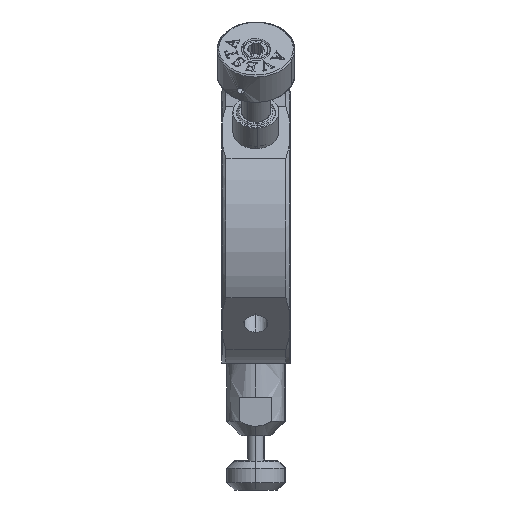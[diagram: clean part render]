
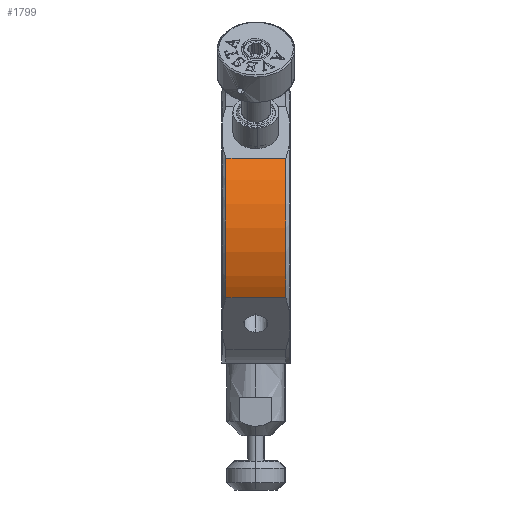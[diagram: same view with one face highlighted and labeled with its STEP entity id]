
A CAD part, left-side view. The second image highlights one B-rep face of the part: STEP entity #1799.
In plain terms, the highlighted free-form (B-spline) face has degree [2, 1] with [9, 2] control points.
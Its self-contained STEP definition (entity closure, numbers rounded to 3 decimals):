
#1799=ADVANCED_FACE('',(#3533),#28681,.T.);
#3533=FACE_OUTER_BOUND('',#5396,.T.);
#5396=EDGE_LOOP('',(#11897,#11898,#11899,#11900));
#11897=ORIENTED_EDGE('',*,*,#18067,.F.);
#11898=ORIENTED_EDGE('',*,*,#18068,.T.);
#11899=ORIENTED_EDGE('',*,*,#18075,.T.);
#11900=ORIENTED_EDGE('',*,*,#18069,.F.);
#18067=EDGE_CURVE('',#26129,#26113,#23571,.T.);
#18068=EDGE_CURVE('',#26129,#26130,#23572,.T.);
#18069=EDGE_CURVE('',#26113,#26114,#23573,.T.);
#18075=EDGE_CURVE('',#26130,#26114,#23579,.T.);
#23571=(
BOUNDED_CURVE()
B_SPLINE_CURVE(2,(#49066,#49067,#49068,#49069,#49070),.UNSPECIFIED.,.F.,
 .F.)
B_SPLINE_CURVE_WITH_KNOTS((3,2,3),(0.,15.139,30.277),
 .UNSPECIFIED.)
CURVE()
GEOMETRIC_REPRESENTATION_ITEM()
RATIONAL_B_SPLINE_CURVE((1.,0.966,1.,0.966,1.))
REPRESENTATION_ITEM('')
);
#23572=(
BOUNDED_CURVE()
B_SPLINE_CURVE(1,(#49071,#49072),.UNSPECIFIED.,.F.,.F.)
B_SPLINE_CURVE_WITH_KNOTS((2,2),(0.,12.4),.UNSPECIFIED.)
CURVE()
GEOMETRIC_REPRESENTATION_ITEM()
RATIONAL_B_SPLINE_CURVE((1.,1.))
REPRESENTATION_ITEM('')
);
#23573=(
BOUNDED_CURVE()
B_SPLINE_CURVE(1,(#49073,#49074),.UNSPECIFIED.,.F.,.F.)
B_SPLINE_CURVE_WITH_KNOTS((2,2),(0.,12.4),.UNSPECIFIED.)
CURVE()
GEOMETRIC_REPRESENTATION_ITEM()
RATIONAL_B_SPLINE_CURVE((1.,1.))
REPRESENTATION_ITEM('')
);
#23579=(
BOUNDED_CURVE()
B_SPLINE_CURVE(2,(#49092,#49093,#49094,#49095,#49096),.UNSPECIFIED.,.F.,
 .F.)
B_SPLINE_CURVE_WITH_KNOTS((3,2,3),(-30.277,-15.139,
0.),.UNSPECIFIED.)
CURVE()
GEOMETRIC_REPRESENTATION_ITEM()
RATIONAL_B_SPLINE_CURVE((1.,0.966,1.,0.966,1.))
REPRESENTATION_ITEM('')
);
#26113=VERTEX_POINT('',#48698);
#26114=VERTEX_POINT('',#48699);
#26129=VERTEX_POINT('',#48714);
#26130=VERTEX_POINT('',#48715);
#28681=(
BOUNDED_SURFACE()
B_SPLINE_SURFACE(2,1,((#48395,#48396),(#48397,#48398),(#48399,#48400),(#48401,
#48402),(#48403,#48404),(#48405,#48406),(#48407,#48408),(#48409,#48410),
(#48411,#48412)),.UNSPECIFIED.,.T.,.F.,.F.)
B_SPLINE_SURFACE_WITH_KNOTS((3,2,2,2,3),(2,2),(0.,45.553,91.106,
136.659,182.212),(0.,15.12),.UNSPECIFIED.)
GEOMETRIC_REPRESENTATION_ITEM()
RATIONAL_B_SPLINE_SURFACE(((1.,1.),(0.707,0.707),
(1.,1.),(0.707,0.707),(1.,1.),(0.707,
0.707),(1.,1.),(0.707,0.707),(1.,1.)))
REPRESENTATION_ITEM('')
SURFACE()
);
#48395=CARTESIAN_POINT('',(-68.259,-7.539,54.486));
#48396=CARTESIAN_POINT('',(-68.27,7.581,54.486));
#48397=CARTESIAN_POINT('',(-68.259,-7.539,25.486));
#48398=CARTESIAN_POINT('',(-68.27,7.581,25.486));
#48399=CARTESIAN_POINT('',(-97.259,-7.56,25.486));
#48400=CARTESIAN_POINT('',(-97.27,7.56,25.486));
#48401=CARTESIAN_POINT('',(-126.259,-7.581,25.486));
#48402=CARTESIAN_POINT('',(-126.27,7.539,25.486));
#48403=CARTESIAN_POINT('',(-126.259,-7.581,54.486));
#48404=CARTESIAN_POINT('',(-126.27,7.539,54.486));
#48405=CARTESIAN_POINT('',(-126.259,-7.581,83.486));
#48406=CARTESIAN_POINT('',(-126.27,7.539,83.486));
#48407=CARTESIAN_POINT('',(-97.259,-7.56,83.486));
#48408=CARTESIAN_POINT('',(-97.27,7.56,83.486));
#48409=CARTESIAN_POINT('',(-68.259,-7.539,83.486));
#48410=CARTESIAN_POINT('',(-68.27,7.581,83.486));
#48411=CARTESIAN_POINT('',(-68.259,-7.539,54.486));
#48412=CARTESIAN_POINT('',(-68.27,7.581,54.486));
#48698=CARTESIAN_POINT('',(-122.398,-6.218,40.026));
#48699=CARTESIAN_POINT('',(-122.407,6.182,40.026));
#48714=CARTESIAN_POINT('',(-122.398,-6.218,68.947));
#48715=CARTESIAN_POINT('',(-122.407,6.182,68.947));
#49066=CARTESIAN_POINT('',(-122.398,-6.218,68.947));
#49067=CARTESIAN_POINT('',(-126.26,-6.221,62.232));
#49068=CARTESIAN_POINT('',(-126.26,-6.221,54.486));
#49069=CARTESIAN_POINT('',(-126.26,-6.221,46.74));
#49070=CARTESIAN_POINT('',(-122.398,-6.218,40.026));
#49071=CARTESIAN_POINT('',(-122.398,-6.218,68.947));
#49072=CARTESIAN_POINT('',(-122.407,6.182,68.947));
#49073=CARTESIAN_POINT('',(-122.398,-6.218,40.026));
#49074=CARTESIAN_POINT('',(-122.407,6.182,40.026));
#49092=CARTESIAN_POINT('',(-122.407,6.182,68.947));
#49093=CARTESIAN_POINT('',(-126.269,6.179,62.232));
#49094=CARTESIAN_POINT('',(-126.269,6.179,54.486));
#49095=CARTESIAN_POINT('',(-126.269,6.179,46.74));
#49096=CARTESIAN_POINT('',(-122.407,6.182,40.026));
